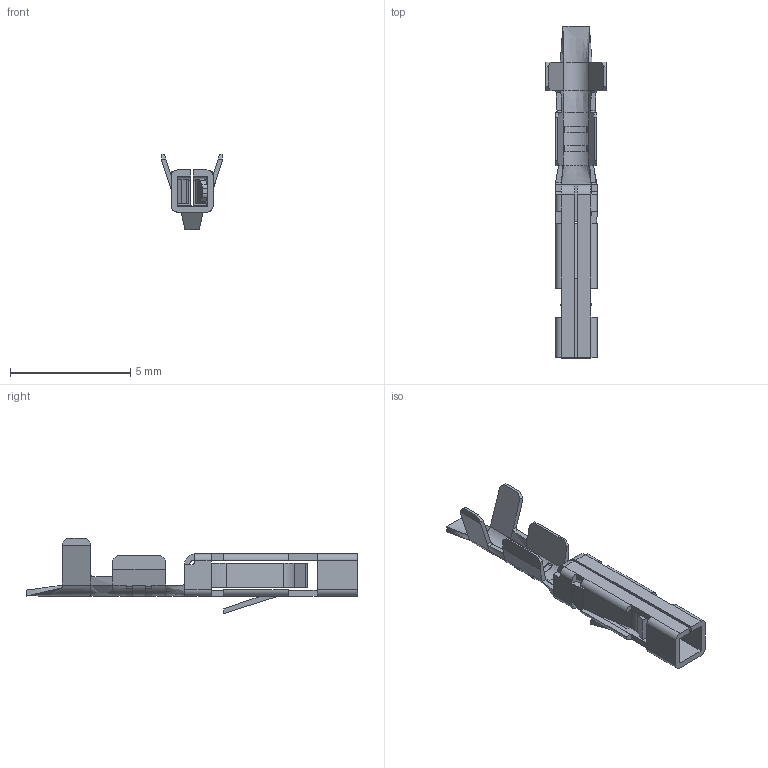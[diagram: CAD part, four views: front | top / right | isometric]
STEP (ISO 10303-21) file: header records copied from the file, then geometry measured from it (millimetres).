
FILE_DESCRIPTION( ( 'Unknown' ), '1' );
FILE_NAME( '661x0113722DEC.stp', 'Unknown', ( 'Unknown' ), ( 'Unknown' ), 'PSStep 17.0.49', 'Unknown', ' ' );
FILE_SCHEMA( ( 'AUTOMOTIVE_DESIGN { 1 0 10303 214 1 1 1 1 }' ) );
Length unit declared in the file: millimetre
Products named in the file (1): 1
Bounding box: 2.5 x 13.8 x 3.13 mm (x, y, z)
Volume: 13.2 mm3; surface area: 140.3 mm2
Topology: 1 solids, 1 shells, 221 faces, 608 edges, 385 vertices
Faces by surface type: plane 139, cylinder 66, bspline 16
Entity records: 9636 total; most frequent: CARTESIAN_POINT 2318, ORIENTED_EDGE 1216, DIRECTION 1074, EDGE_CURVE 608, LINE 430, VECTOR 430, VERTEX_POINT 385, AXIS2_PLACEMENT_3D 322
